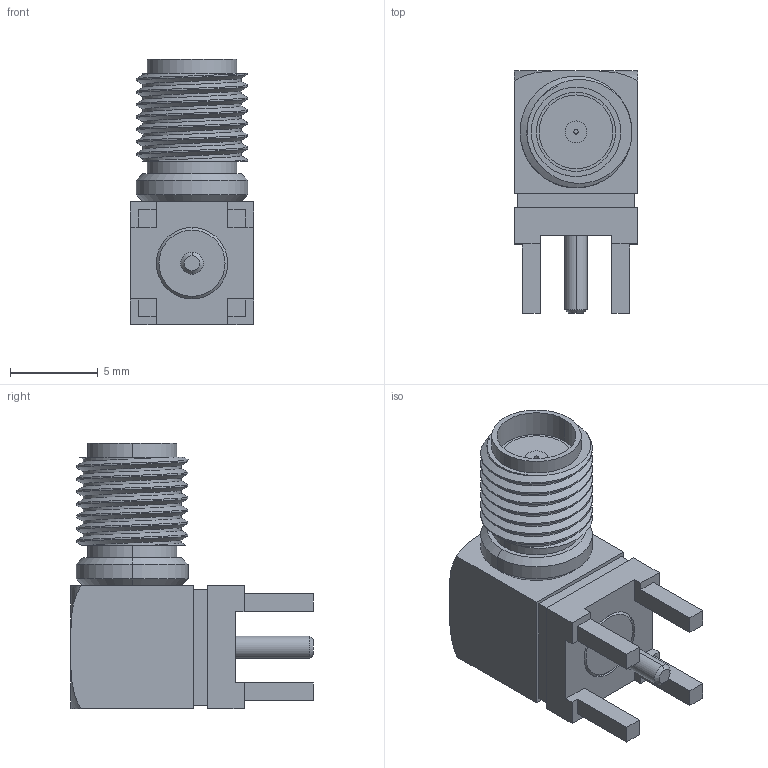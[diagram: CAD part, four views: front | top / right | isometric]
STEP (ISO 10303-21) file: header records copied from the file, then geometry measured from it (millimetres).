
FILE_DESCRIPTION (( 'STEP AP214' ), '1' );
FILE_NAME ('901-143-6RFX.STEP', '2023-06-30T22:56:57', ( '' ), ( '' ), 'SwSTEP 2.0', 'SolidWorks 2021', '' );
FILE_SCHEMA (( 'AUTOMOTIVE_DESIGN' ));
Length unit declared in the file: millimetre
Products named in the file (1): 901-143-6RFX
Bounding box: 7 x 13.8 x 15.1 mm (x, y, z)
Volume: 671.6 mm3; surface area: 860.7 mm2
Topology: 3 solids, 3 shells, 109 faces, 265 edges, 174 vertices
Faces by surface type: plane 54, cylinder 40, cone 10, bspline 3, torus 2
Entity records: 4672 total; most frequent: CARTESIAN_POINT 2114, ORIENTED_EDGE 530, DIRECTION 501, EDGE_CURVE 265, VERTEX_POINT 174, AXIS2_PLACEMENT_3D 174, LINE 153, VECTOR 153
